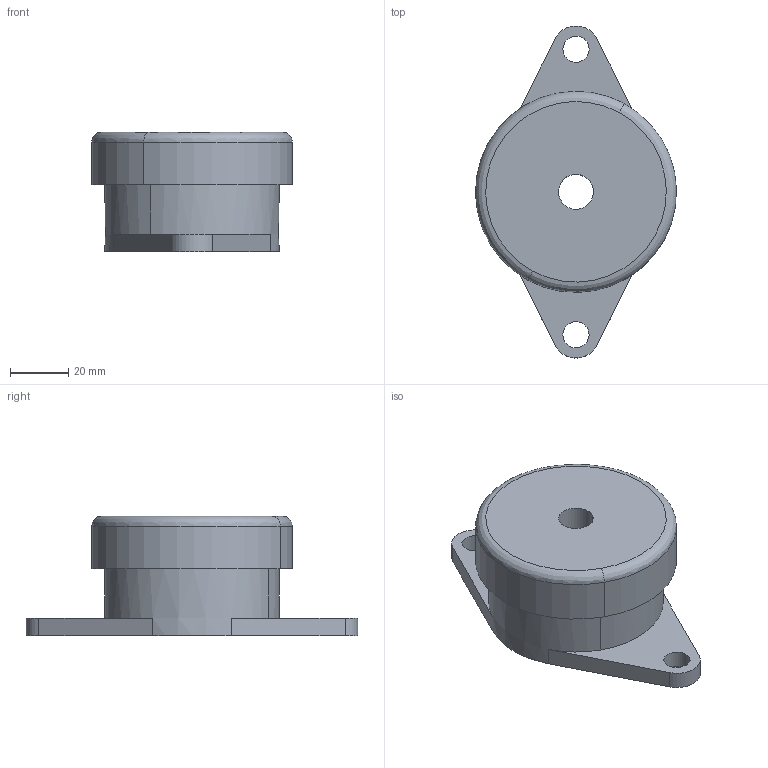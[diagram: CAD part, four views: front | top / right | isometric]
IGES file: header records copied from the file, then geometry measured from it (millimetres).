
Start section: START RECORD GO HERE.
Global section: file name: 3D-IEX-530603-00-STABIFLEX.igs; native system: IBM CATIA IGES - CATIA Version 5 Release 17 ; preprocessor: CATIA Version 5 Release 17 ; author: A0H03062; organization: LEV3; date: 20090807.091748; units: millimetre
Bounding box: 68.98 x 113.94 x 41 mm (x, y, z)
Surface area: 21349.8 mm2 (no closed solid volume)
Topology: 0 solids, 0 shells, 28 faces, 140 edges, 140 vertices
Faces by surface type: revolution 18, plane 10
